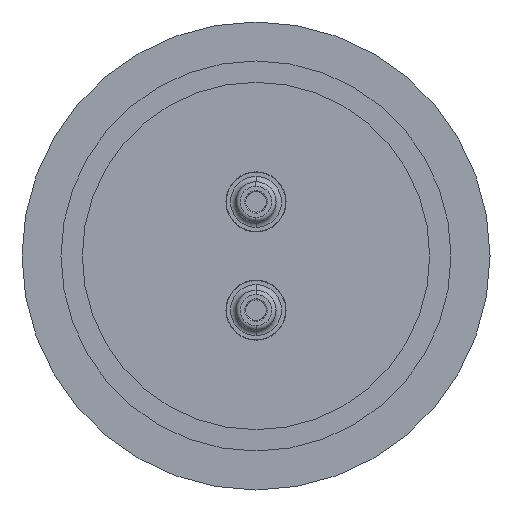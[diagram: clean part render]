
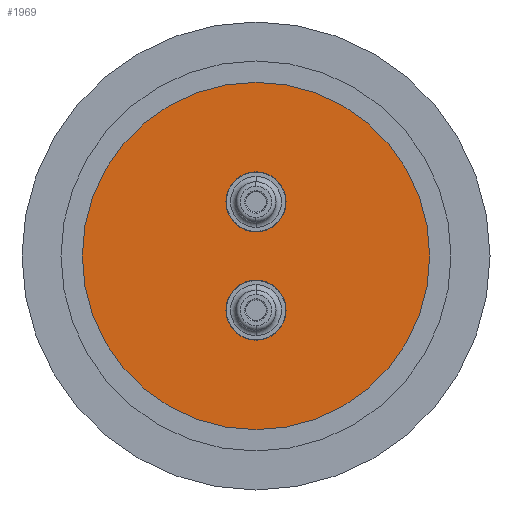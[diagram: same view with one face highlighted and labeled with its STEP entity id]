
A CAD part, front view. The second image highlights one B-rep face of the part: STEP entity #1969.
In plain terms, the highlighted planar face has unit normal (0, -1, 0).
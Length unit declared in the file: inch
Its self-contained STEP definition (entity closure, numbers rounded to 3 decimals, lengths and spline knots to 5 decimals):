
#335 = EDGE_LOOP ( 'NONE', ( #2068, #2067 ) ) ;
#336 = EDGE_LOOP ( 'NONE', ( #2065, #2063 ) ) ;
#337 = EDGE_LOOP ( 'NONE', ( #2070, #2069 ) ) ;
#363 = EDGE_CURVE ( 'NONE', #2269, #2300, #2486, .T. ) ;
#367 = EDGE_CURVE ( 'NONE', #2304, #2305, #2477, .T. ) ;
#373 = EDGE_CURVE ( 'NONE', #2313, #2314, #2465, .T. ) ;
#394 = EDGE_CURVE ( 'NONE', #2314, #2313, #2436, .T. ) ;
#395 = EDGE_CURVE ( 'NONE', #2300, #2269, #2435, .T. ) ;
#396 = EDGE_CURVE ( 'NONE', #2305, #2304, #2434, .T. ) ;
#595 = DIRECTION ( 'NONE',  ( 0., 0., -1. ) ) ;
#597 = PLANE ( 'NONE',  #3047 ) ;
#599 = CARTESIAN_POINT ( 'NONE',  ( 0., 0., 0. ) ) ;
#602 = DIRECTION ( 'NONE',  ( 0., 1., 0. ) ) ;
#741 = AXIS2_PLACEMENT_3D ( 'NONE', #3629, #3625, #3623 ) ;
#742 = AXIS2_PLACEMENT_3D ( 'NONE', #3638, #3637, #3633 ) ;
#743 = AXIS2_PLACEMENT_3D ( 'NONE', #3652, #3651, #3648 ) ;
#757 = AXIS2_PLACEMENT_3D ( 'NONE', #1865, #1864, #1863 ) ;
#760 = AXIS2_PLACEMENT_3D ( 'NONE', #1879, #1878, #1877 ) ;
#762 = AXIS2_PLACEMENT_3D ( 'NONE', #1775, #1774, #1773 ) ;
#1329 = CARTESIAN_POINT ( 'NONE',  ( 0., 0., -0.80156 ) ) ;
#1330 = CARTESIAN_POINT ( 'NONE',  ( 0., 0., 0.80156 ) ) ;
#1338 = CARTESIAN_POINT ( 'NONE',  ( 0., 0., 0.1115 ) ) ;
#1339 = CARTESIAN_POINT ( 'NONE',  ( 0., 0., 0.3885 ) ) ;
#1343 = CARTESIAN_POINT ( 'NONE',  ( 0., 0., -0.3885 ) ) ;
#1379 = CARTESIAN_POINT ( 'NONE',  ( 0., 0., -0.1115 ) ) ;
#1773 = DIRECTION ( 'NONE',  ( 0., 0., -1. ) ) ;
#1774 = DIRECTION ( 'NONE',  ( 0., 1., 0. ) ) ;
#1775 = CARTESIAN_POINT ( 'NONE',  ( 0., 0., -0.25 ) ) ;
#1863 = DIRECTION ( 'NONE',  ( 0., 0., 1. ) ) ;
#1864 = DIRECTION ( 'NONE',  ( 0., -1., 0. ) ) ;
#1865 = CARTESIAN_POINT ( 'NONE',  ( 0., 0., 0. ) ) ;
#1877 = DIRECTION ( 'NONE',  ( 0., 0., -1. ) ) ;
#1878 = DIRECTION ( 'NONE',  ( 0., 1., 0. ) ) ;
#1879 = CARTESIAN_POINT ( 'NONE',  ( 0., 0., 0.25 ) ) ;
#1969 = ADVANCED_FACE ( 'NONE', ( #2873, #2866, #2870 ), #597, .F. ) ;
#2063 = ORIENTED_EDGE ( 'NONE', *, *, #394, .T. ) ;
#2065 = ORIENTED_EDGE ( 'NONE', *, *, #373, .T. ) ;
#2067 = ORIENTED_EDGE ( 'NONE', *, *, #367, .T. ) ;
#2068 = ORIENTED_EDGE ( 'NONE', *, *, #396, .T. ) ;
#2069 = ORIENTED_EDGE ( 'NONE', *, *, #363, .T. ) ;
#2070 = ORIENTED_EDGE ( 'NONE', *, *, #395, .T. ) ;
#2269 = VERTEX_POINT ( 'NONE', #1379 ) ;
#2300 = VERTEX_POINT ( 'NONE', #1343 ) ;
#2304 = VERTEX_POINT ( 'NONE', #1339 ) ;
#2305 = VERTEX_POINT ( 'NONE', #1338 ) ;
#2313 = VERTEX_POINT ( 'NONE', #1330 ) ;
#2314 = VERTEX_POINT ( 'NONE', #1329 ) ;
#2434 = CIRCLE ( 'NONE', #741, 0.1385 ) ;
#2435 = CIRCLE ( 'NONE', #742, 0.1385 ) ;
#2436 = CIRCLE ( 'NONE', #743, 0.80156 ) ;
#2465 = CIRCLE ( 'NONE', #757, 0.80156 ) ;
#2477 = CIRCLE ( 'NONE', #760, 0.1385 ) ;
#2486 = CIRCLE ( 'NONE', #762, 0.1385 ) ;
#2866 = FACE_BOUND ( 'NONE', #335, .T. ) ;
#2870 = FACE_OUTER_BOUND ( 'NONE', #336, .T. ) ;
#2873 = FACE_BOUND ( 'NONE', #337, .T. ) ;
#3047 = AXIS2_PLACEMENT_3D ( 'NONE', #599, #602, #595 ) ;
#3623 = DIRECTION ( 'NONE',  ( 0., 0., -1. ) ) ;
#3625 = DIRECTION ( 'NONE',  ( 0., 1., 0. ) ) ;
#3629 = CARTESIAN_POINT ( 'NONE',  ( 0., 0., 0.25 ) ) ;
#3633 = DIRECTION ( 'NONE',  ( 0., 0., -1. ) ) ;
#3637 = DIRECTION ( 'NONE',  ( 0., 1., 0. ) ) ;
#3638 = CARTESIAN_POINT ( 'NONE',  ( 0., 0., -0.25 ) ) ;
#3648 = DIRECTION ( 'NONE',  ( 0., 0., 1. ) ) ;
#3651 = DIRECTION ( 'NONE',  ( 0., -1., 0. ) ) ;
#3652 = CARTESIAN_POINT ( 'NONE',  ( 0., 0., 0. ) ) ;
